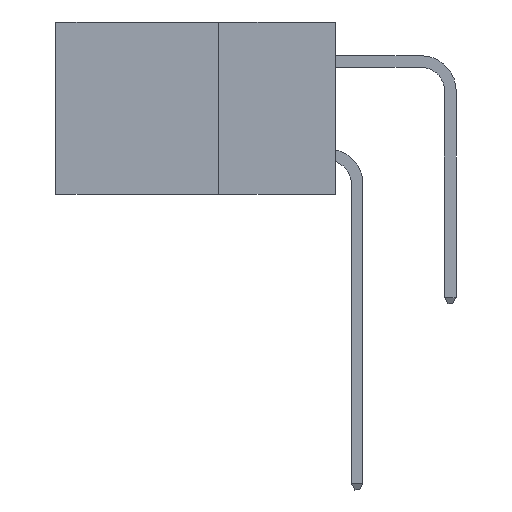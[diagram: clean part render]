
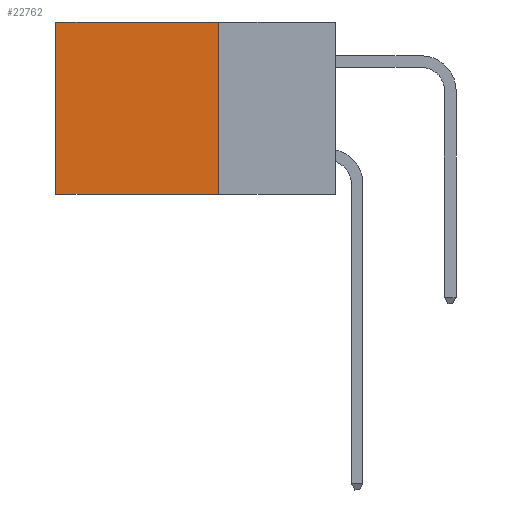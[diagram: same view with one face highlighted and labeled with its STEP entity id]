
A CAD part, left-side view. The second image highlights one B-rep face of the part: STEP entity #22762.
In plain terms, the highlighted planar face has unit normal (-1, 0, 0).
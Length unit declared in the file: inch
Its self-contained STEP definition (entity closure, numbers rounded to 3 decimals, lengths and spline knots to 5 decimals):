
#567 = VERTEX_POINT ( 'NONE', #19471 ) ;
#583 = VECTOR ( 'NONE', #5388, 39.37008 ) ;
#1374 = VERTEX_POINT ( 'NONE', #32508 ) ;
#2658 = DIRECTION ( 'NONE',  ( 0., 1., 0. ) ) ;
#4497 = EDGE_CURVE ( 'NONE', #26729, #26485, #11076, .T. ) ;
#5388 = DIRECTION ( 'NONE',  ( 0., 0., -1. ) ) ;
#8368 = ORIENTED_EDGE ( 'NONE', *, *, #28515, .F. ) ;
#10830 = AXIS2_PLACEMENT_3D ( 'NONE', #12724, #34423, #15923 ) ;
#11076 = LINE ( 'NONE', #24602, #26703 ) ;
#12154 = VECTOR ( 'NONE', #30888, 39.37008 ) ;
#12724 = CARTESIAN_POINT ( 'NONE',  ( 0.2875, 0.25, 0. ) ) ;
#14816 = ORIENTED_EDGE ( 'NONE', *, *, #21701, .F. ) ;
#15923 = DIRECTION ( 'NONE',  ( 0., 0., -1. ) ) ;
#15992 = EDGE_CURVE ( 'NONE', #26485, #1374, #32866, .T. ) ;
#17533 = ORIENTED_EDGE ( 'NONE', *, *, #4497, .T. ) ;
#18617 = CARTESIAN_POINT ( 'NONE',  ( 0.2875, 0.25, 0. ) ) ;
#18904 = CARTESIAN_POINT ( 'NONE',  ( 0.2875, 0.6, 0. ) ) ;
#19471 = CARTESIAN_POINT ( 'NONE',  ( 0.2875, 0.25, -0.37 ) ) ;
#21701 = EDGE_CURVE ( 'NONE', #567, #1374, #30276, .T. ) ;
#22023 = PLANE ( 'NONE',  #10830 ) ;
#22762 = ADVANCED_FACE ( 'NONE', ( #23417 ), #22023, .F. ) ;
#23417 = FACE_OUTER_BOUND ( 'NONE', #28655, .T. ) ;
#24602 = CARTESIAN_POINT ( 'NONE',  ( 0.2875, 0.25, 0. ) ) ;
#26485 = VERTEX_POINT ( 'NONE', #26891 ) ;
#26703 = VECTOR ( 'NONE', #2658, 39.37008 ) ;
#26729 = VERTEX_POINT ( 'NONE', #18617 ) ;
#26891 = CARTESIAN_POINT ( 'NONE',  ( 0.2875, 0.6, 0. ) ) ;
#27786 = CARTESIAN_POINT ( 'NONE',  ( 0.2875, 0.25, 0. ) ) ;
#28515 = EDGE_CURVE ( 'NONE', #26729, #567, #36875, .T. ) ;
#28655 = EDGE_LOOP ( 'NONE', ( #39866, #14816, #8368, #17533 ) ) ;
#30276 = LINE ( 'NONE', #38794, #38445 ) ;
#30888 = DIRECTION ( 'NONE',  ( 0., 0., -1. ) ) ;
#32508 = CARTESIAN_POINT ( 'NONE',  ( 0.2875, 0.6, -0.37 ) ) ;
#32626 = DIRECTION ( 'NONE',  ( 0., 1., 0. ) ) ;
#32866 = LINE ( 'NONE', #18904, #583 ) ;
#34423 = DIRECTION ( 'NONE',  ( 1., 0., 0. ) ) ;
#36875 = LINE ( 'NONE', #27786, #12154 ) ;
#38445 = VECTOR ( 'NONE', #32626, 39.37008 ) ;
#38794 = CARTESIAN_POINT ( 'NONE',  ( 0.2875, 0.25, -0.37 ) ) ;
#39866 = ORIENTED_EDGE ( 'NONE', *, *, #15992, .T. ) ;
